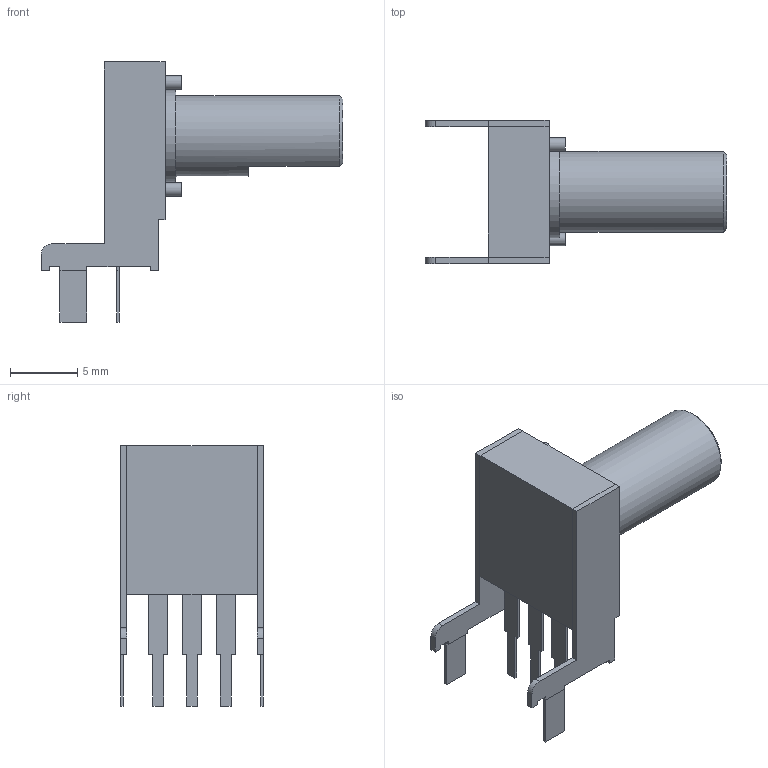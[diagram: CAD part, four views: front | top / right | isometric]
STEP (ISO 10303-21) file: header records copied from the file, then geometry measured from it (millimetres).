
FILE_DESCRIPTION(/* description */ (''),/* implementation_level */ '2;1');
FILE_NAME(/* name */ 'PTV09A-2020F v5.step',/* time_stamp */ '2022-07-01T14:34:13-07:00',/* author */ (''),/* organization */ (''),/* preprocessor_version */ 'ST-DEVELOPER v19',/* originating_system */ 'Autodesk Translation Framework v11.7.0.108',/* authorisation */ '');
FILE_SCHEMA (('AUTOMOTIVE_DESIGN { 1 0 10303 214 3 1 1 }'));
Length unit declared in the file: millimetre
Products named in the file (1): PTV09A-2020F
Bounding box: 22.4 x 10.6 x 19.3 mm (x, y, z)
Volume: 923.4 mm3; surface area: 1162.2 mm2
Topology: 11 solids, 11 shells, 101 faces, 232 edges, 154 vertices
Faces by surface type: plane 94, cylinder 6, cone 1
Full cylindrical faces by diameter (mm): 1 x2, 6 x1, 6.8 x1
Entity records: 2851 total; most frequent: CARTESIAN_POINT 494, ORIENTED_EDGE 464, DIRECTION 449, EDGE_CURVE 232, LINE 215, VECTOR 215, VERTEX_POINT 154, AXIS2_PLACEMENT_3D 117
